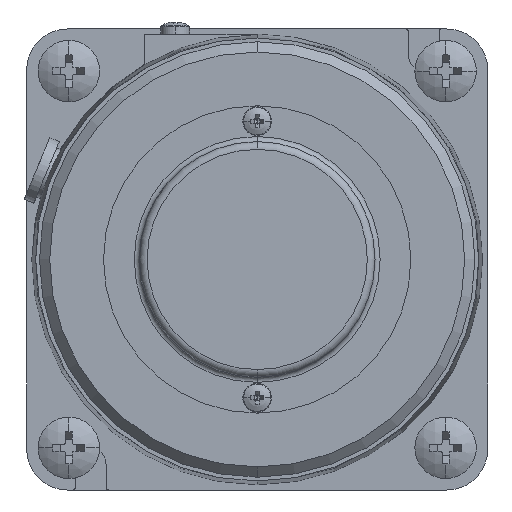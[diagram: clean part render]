
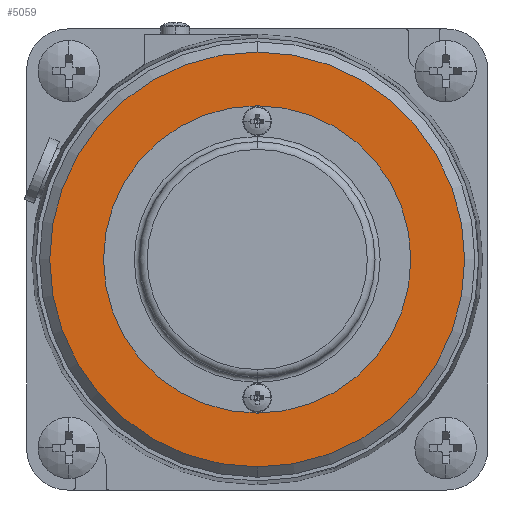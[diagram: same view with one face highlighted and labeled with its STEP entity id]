
A CAD part, left-side view. The second image highlights one B-rep face of the part: STEP entity #5059.
In plain terms, the highlighted planar face has unit normal (-1, 0, 0).
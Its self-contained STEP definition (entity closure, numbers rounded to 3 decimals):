
#170 = EDGE_LOOP ( 'NONE', ( #12170, #28706 ) ) ;
#1910 = CARTESIAN_POINT ( 'NONE',  ( 2533.792, -745.157, 0. ) ) ;
#2311 = VERTEX_POINT ( 'NONE', #23195 ) ;
#2959 = AXIS2_PLACEMENT_3D ( 'NONE', #33758, #7716, #19289 ) ;
#2982 = CIRCLE ( 'NONE', #24207, 30. ) ;
#3502 = AXIS2_PLACEMENT_3D ( 'NONE', #1910, #13491, #25074 ) ;
#4485 = DIRECTION ( 'NONE',  ( 0., 0., 1. ) ) ;
#4732 = FACE_OUTER_BOUND ( 'NONE', #170, .T. ) ;
#5059 = ADVANCED_FACE ( 'NONE', ( #4732, #16340 ), #27941, .T. ) ;
#5756 = DIRECTION ( 'NONE',  ( 0., 0., 1. ) ) ;
#5985 = CIRCLE ( 'NONE', #27239, 40.5 ) ;
#7716 = DIRECTION ( 'NONE',  ( -1., 0., 0. ) ) ;
#9937 = CARTESIAN_POINT ( 'NONE',  ( 2533.792, -775.157, 0. ) ) ;
#12012 = VERTEX_POINT ( 'NONE', #20738 ) ;
#12170 = ORIENTED_EDGE ( 'NONE', *, *, #31596, .T. ) ;
#13491 = DIRECTION ( 'NONE',  ( -1., 0., 0. ) ) ;
#15188 = EDGE_CURVE ( 'NONE', #26242, #2311, #19324, .T. ) ;
#16340 = FACE_BOUND ( 'NONE', #34042, .T. ) ;
#18224 = EDGE_CURVE ( 'NONE', #22682, #12012, #2982, .T. ) ;
#18933 = CARTESIAN_POINT ( 'NONE',  ( 2533.792, -775.157, 0. ) ) ;
#18943 = ORIENTED_EDGE ( 'NONE', *, *, #29826, .F. ) ;
#19289 = DIRECTION ( 'NONE',  ( 0., 0., 1. ) ) ;
#19324 = CIRCLE ( 'NONE', #2959, 40.5 ) ;
#20206 = CARTESIAN_POINT ( 'NONE',  ( 2533.792, -775.157, 0. ) ) ;
#20738 = CARTESIAN_POINT ( 'NONE',  ( 2533.792, -775.157, 30. ) ) ;
#21498 = DIRECTION ( 'NONE',  ( -1., 0., 0. ) ) ;
#21549 = CARTESIAN_POINT ( 'NONE',  ( 2533.792, -775.157, -30. ) ) ;
#22682 = VERTEX_POINT ( 'NONE', #21549 ) ;
#23195 = CARTESIAN_POINT ( 'NONE',  ( 2533.792, -775.157, -40.5 ) ) ;
#24207 = AXIS2_PLACEMENT_3D ( 'NONE', #20206, #31805, #5756 ) ;
#24900 = ORIENTED_EDGE ( 'NONE', *, *, #18224, .F. ) ;
#25074 = DIRECTION ( 'NONE',  ( 0., 0., 1. ) ) ;
#26242 = VERTEX_POINT ( 'NONE', #35180 ) ;
#27149 = CIRCLE ( 'NONE', #32006, 30. ) ;
#27239 = AXIS2_PLACEMENT_3D ( 'NONE', #18933, #30538, #4485 ) ;
#27941 = PLANE ( 'NONE',  #3502 ) ;
#28706 = ORIENTED_EDGE ( 'NONE', *, *, #15188, .T. ) ;
#29826 = EDGE_CURVE ( 'NONE', #12012, #22682, #27149, .T. ) ;
#30538 = DIRECTION ( 'NONE',  ( -1., 0., 0. ) ) ;
#31596 = EDGE_CURVE ( 'NONE', #2311, #26242, #5985, .T. ) ;
#31805 = DIRECTION ( 'NONE',  ( -1., 0., 0. ) ) ;
#32006 = AXIS2_PLACEMENT_3D ( 'NONE', #9937, #21498, #33121 ) ;
#33121 = DIRECTION ( 'NONE',  ( 0., 0., 1. ) ) ;
#33758 = CARTESIAN_POINT ( 'NONE',  ( 2533.792, -775.157, 0. ) ) ;
#34042 = EDGE_LOOP ( 'NONE', ( #18943, #24900 ) ) ;
#35180 = CARTESIAN_POINT ( 'NONE',  ( 2533.792, -775.157, 40.5 ) ) ;
